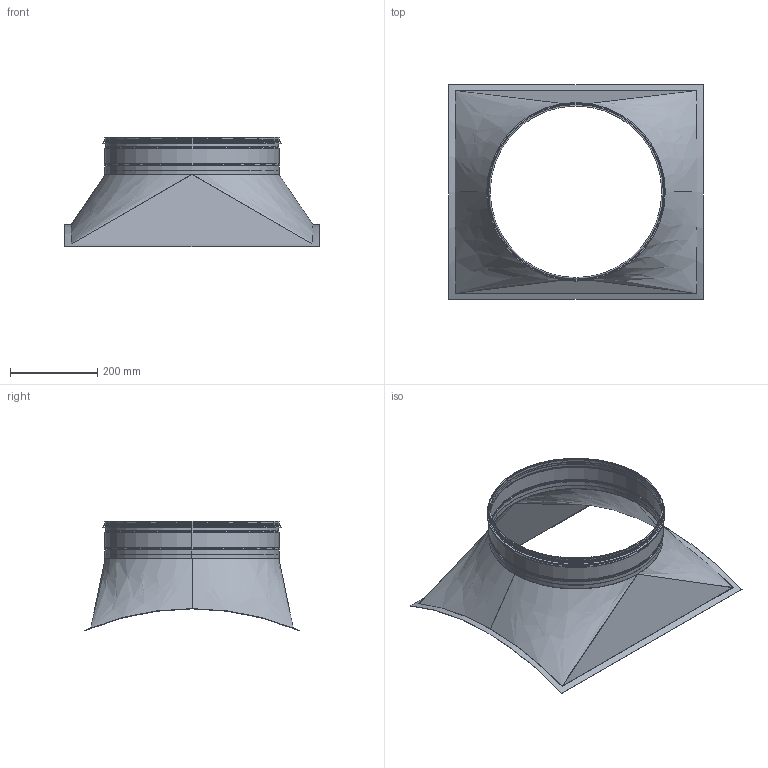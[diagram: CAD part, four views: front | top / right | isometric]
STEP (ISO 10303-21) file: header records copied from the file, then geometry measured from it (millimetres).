
FILE_DESCRIPTION((''),'2;1');
FILE_NAME('HPSR_1250-400.stp','2014-02-24T12:46:00',(''),(''),'Autodesk Inventor 2013','Autodesk Inventor 2013','');
FILE_SCHEMA(('AUTOMOTIVE_DESIGN { 1 2 10303 214 0 1 1 1 }'));
Length unit declared in the file: millimetre
Products named in the file (5): HPSR_1250-400; HPSRRörämne_1250_400; StosStödsick-400; StosStödsickRörämne-400; 999009
Assembly tree (4 placements, depth 3):
  HPSR_1250-400
    HPSRRörämne_1250_400
    StosStödsick-400
      StosStödsickRörämne-400
      999009
Bounding box: 584 x 491.72 x 251.31 mm (x, y, z)
Volume: 262767 mm3; surface area: 939039.5 mm2
Topology: 3 solids, 3 shells, 111 faces, 228 edges, 128 vertices
Faces by surface type: plane 51, torus 20, cylinder 18, bspline 12, cone 10
Full cylindrical faces by diameter (mm): 393 x1, 394 x1, 395.2 x1, 396.75 x1, 397.75 x1, 397.8 x6, 398.8 x3, 404.2 x1, 409.2 x1
Entity records: 3745 total; most frequent: CARTESIAN_POINT 1223, DIRECTION 502, ORIENTED_EDGE 424, EDGE_CURVE 212, AXIS2_PLACEMENT_3D 204, EDGE_LOOP 136, VERTEX_POINT 128, STYLED_ITEM 114
